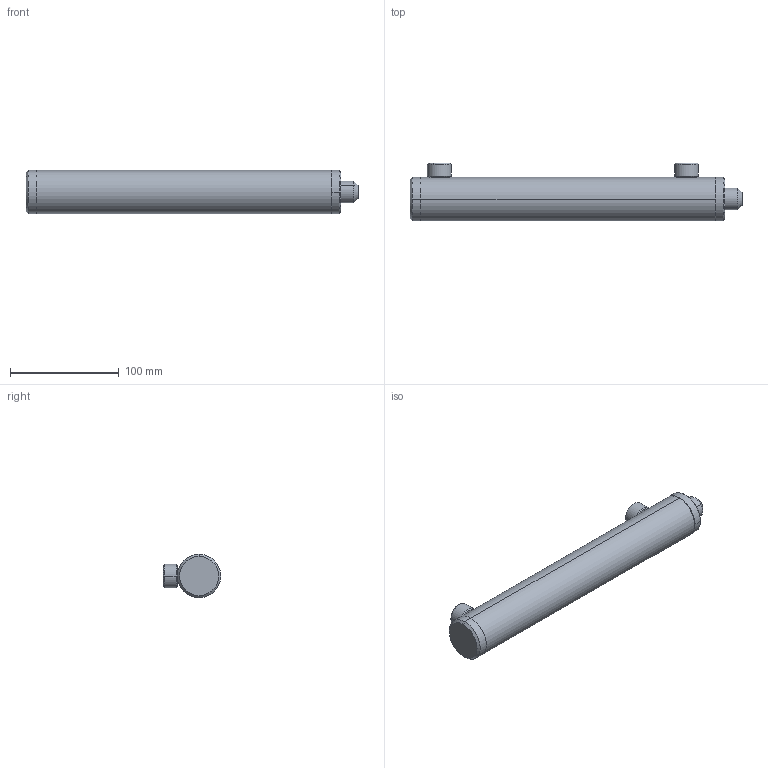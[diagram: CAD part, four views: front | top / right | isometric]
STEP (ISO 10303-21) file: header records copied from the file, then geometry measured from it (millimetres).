
FILE_DESCRIPTION (( 'STEP AP203' ), '1' );
FILE_NAME ('700-20NU.STEP', '2014-12-12T08:44:35', ( '' ), ( '' ), 'SwSTEP 2.0', 'SolidWorks 2015', '' );
FILE_SCHEMA (( 'CONFIG_CONTROL_DESIGN' ));
Length unit declared in the file: millimetre
Products named in the file (7): Rohr^700-20NU; Stange^700-20NU; AL14; Boden^700-20NU; 700-20NU; P700^700-20NU; D700^700-20NU
Assembly tree (7 placements, depth 2):
  700-20NU
    Rohr^700-20NU
    Stange^700-20NU
    AL14  x2
    D700^700-20NU
    P700^700-20NU
    Boden^700-20NU
Bounding box: 305 x 53 x 40 mm (x, y, z)
Volume: 265340.1 mm3; surface area: 99538.3 mm2
Topology: 7 solids, 7 shells, 83 faces, 166 edges, 100 vertices
Faces by surface type: cylinder 34, cone 32, plane 17
Entity records: 2841 total; most frequent: CARTESIAN_POINT 565, DIRECTION 364, ORIENTED_EDGE 276, AXIS2_PLACEMENT_3D 155, EDGE_CURVE 138, VERTEX_POINT 84, EDGE_LOOP 84, CIRCLE 76
